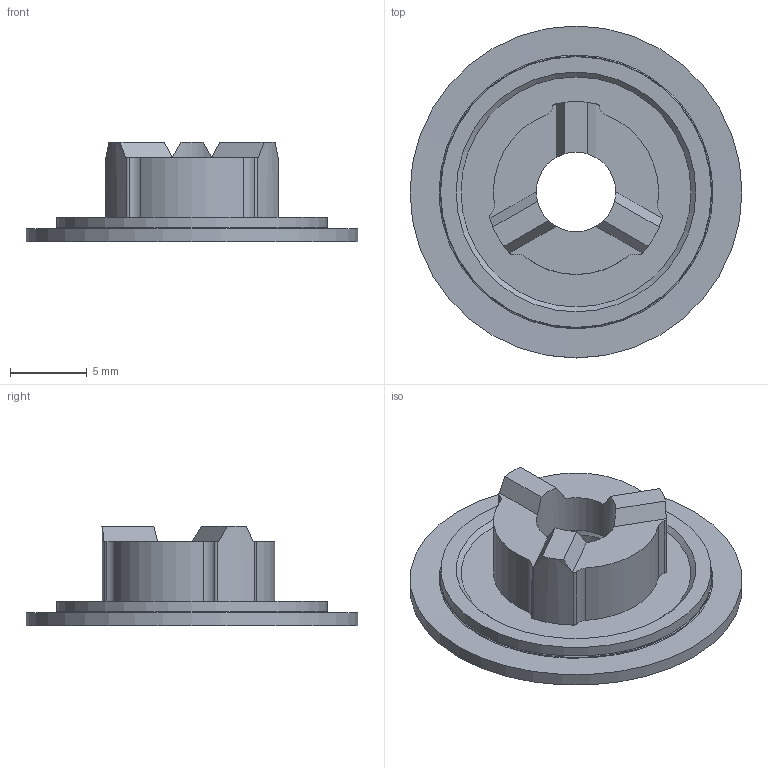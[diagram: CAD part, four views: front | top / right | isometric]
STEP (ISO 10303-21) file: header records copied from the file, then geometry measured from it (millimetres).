
FILE_DESCRIPTION(/* description */ (''),/* implementation_level */ '2;1');
FILE_NAME(/* name */ 'R335.14-217080C.12Z3-M03_Basic.stp',/* time_stamp */ '2024-09-10T13:18:56+06:00',/* author */ (''),/* organization */ (''),/* preprocessor_version */ 'ST-DEVELOPER v16.7',/* originating_system */ 'SIEMENS PLM Software NX 12.0',/* authorisation */ '');
FILE_SCHEMA (('AUTOMOTIVE_DESIGN { 1 0 10303 214 3 1 1 1 }'));
Length unit declared in the file: millimetre
Products named in the file (1): inpu3520E751ksr0
Bounding box: 21.7 x 21.7 x 6.5 mm (x, y, z)
Volume: 677.7 mm3; surface area: 1158.8 mm2
Topology: 2 solids, 2 shells, 48 faces, 127 edges, 87 vertices
Faces by surface type: cylinder 23, plane 15, cone 5, revolution 4, torus 1
Full cylindrical faces by diameter (mm): 5.2 x1, 7.6 x1, 17.762 x2, 21.7 x1
Entity records: 1555 total; most frequent: CARTESIAN_POINT 339, DIRECTION 258, ORIENTED_EDGE 214, AXIS2_PLACEMENT_3D 112, EDGE_CURVE 107, VERTEX_POINT 77, EDGE_LOOP 66, CIRCLE 64
